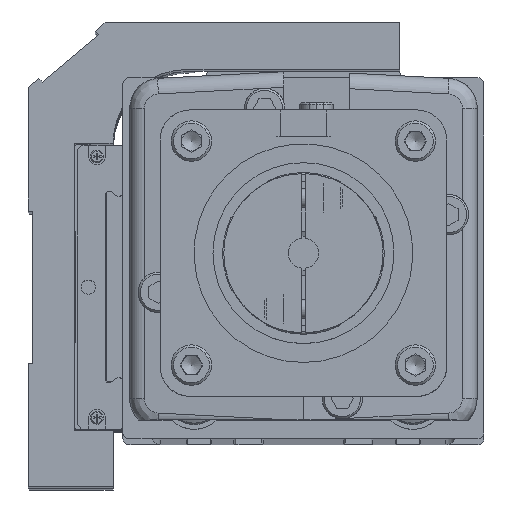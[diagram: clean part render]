
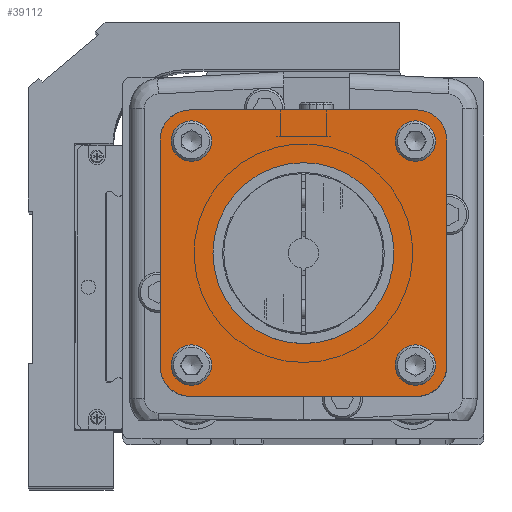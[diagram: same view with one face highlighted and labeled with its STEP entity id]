
A CAD part, top view. The second image highlights one B-rep face of the part: STEP entity #39112.
In plain terms, the highlighted planar face has unit normal (0, 0, 1).
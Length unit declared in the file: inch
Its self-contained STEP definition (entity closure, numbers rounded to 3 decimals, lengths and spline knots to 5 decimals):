
#33 = EDGE_LOOP ( 'NONE', ( #5998 ) ) ;
#238 = EDGE_CURVE ( 'NONE', #64842, #48720, #27085, .T. ) ;
#459 = EDGE_CURVE ( 'NONE', #43321, #43321, #2034, .T. ) ;
#1335 = AXIS2_PLACEMENT_3D ( 'NONE', #38492, #33200, #61416 ) ;
#2034 = CIRCLE ( 'NONE', #53612, 0.09845 ) ;
#2170 = DIRECTION ( 'NONE',  ( 0., 1., 0. ) ) ;
#3532 = VECTOR ( 'NONE', #60214, 39.37008 ) ;
#3654 = EDGE_CURVE ( 'NONE', #23983, #23983, #19774, .T. ) ;
#3988 = EDGE_CURVE ( 'NONE', #29985, #29985, #19825, .T. ) ;
#5998 = ORIENTED_EDGE ( 'NONE', *, *, #3988, .F. ) ;
#6170 = EDGE_CURVE ( 'NONE', #8216, #8216, #16500, .T. ) ;
#6257 = CARTESIAN_POINT ( 'NONE',  ( -1.1875, -0.9375, 2.6999 ) ) ;
#6715 = CARTESIAN_POINT ( 'NONE',  ( 0.92808, -1.02653, 2.6999 ) ) ;
#6723 = AXIS2_PLACEMENT_3D ( 'NONE', #17659, #36048, #69485 ) ;
#8161 = CARTESIAN_POINT ( 'NONE',  ( -0.92808, 0.92808, 2.6999 ) ) ;
#8216 = VERTEX_POINT ( 'NONE', #22609 ) ;
#9137 = CARTESIAN_POINT ( 'NONE',  ( -1.02653, -0.92808, 2.6999 ) ) ;
#10279 = VERTEX_POINT ( 'NONE', #20471 ) ;
#10863 = FACE_OUTER_BOUND ( 'NONE', #22107, .T. ) ;
#13436 = CARTESIAN_POINT ( 'NONE',  ( 1.1875, 0.9375, 2.6999 ) ) ;
#14084 = AXIS2_PLACEMENT_3D ( 'NONE', #61947, #33757, #56684 ) ;
#16500 = CIRCLE ( 'NONE', #16554, 0.09845 ) ;
#16554 = AXIS2_PLACEMENT_3D ( 'NONE', #8161, #36314, #2170 ) ;
#17659 = CARTESIAN_POINT ( 'NONE',  ( 0.9375, -0.9375, 2.6999 ) ) ;
#17790 = EDGE_CURVE ( 'NONE', #22086, #42327, #21683, .T. ) ;
#18317 = VECTOR ( 'NONE', #27781, 39.37008 ) ;
#19374 = CARTESIAN_POINT ( 'NONE',  ( -1.1875, 0.9375, 2.6999 ) ) ;
#19774 = CIRCLE ( 'NONE', #64159, 0.09845 ) ;
#19825 = CIRCLE ( 'NONE', #59472, 0.09845 ) ;
#19947 = ORIENTED_EDGE ( 'NONE', *, *, #29878, .T. ) ;
#20471 = CARTESIAN_POINT ( 'NONE',  ( -0.9375, -1.1875, 2.6999 ) ) ;
#20999 = FACE_BOUND ( 'NONE', #30598, .T. ) ;
#21488 = CARTESIAN_POINT ( 'NONE',  ( -0.9375, 1.1875, 2.6999 ) ) ;
#21683 = CIRCLE ( 'NONE', #1335, 0.25 ) ;
#21746 = FACE_BOUND ( 'NONE', #30833, .T. ) ;
#21878 = LINE ( 'NONE', #38427, #45306 ) ;
#22086 = VERTEX_POINT ( 'NONE', #21488 ) ;
#22107 = EDGE_LOOP ( 'NONE', ( #65109, #46536, #58720, #40091, #40017, #26519, #19947, #48928 ) ) ;
#22609 = CARTESIAN_POINT ( 'NONE',  ( -0.92808, 1.02653, 2.6999 ) ) ;
#22625 = DIRECTION ( 'NONE',  ( 1., 0., 0. ) ) ;
#22822 = EDGE_LOOP ( 'NONE', ( #69415 ) ) ;
#23442 = EDGE_CURVE ( 'NONE', #10279, #64842, #21878, .T. ) ;
#23983 = VERTEX_POINT ( 'NONE', #6715 ) ;
#26519 = ORIENTED_EDGE ( 'NONE', *, *, #34428, .T. ) ;
#26595 = CARTESIAN_POINT ( 'NONE',  ( 0.92808, -0.92808, 2.6999 ) ) ;
#27085 = CIRCLE ( 'NONE', #6723, 0.25 ) ;
#27319 = DIRECTION ( 'NONE',  ( 0., -1., 0. ) ) ;
#27781 = DIRECTION ( 'NONE',  ( -1., 0., 0. ) ) ;
#29878 = EDGE_CURVE ( 'NONE', #40795, #10279, #43662, .T. ) ;
#29985 = VERTEX_POINT ( 'NONE', #59674 ) ;
#30598 = EDGE_LOOP ( 'NONE', ( #56145 ) ) ;
#30617 = CARTESIAN_POINT ( 'NONE',  ( -0.9375, -0.9375, 2.6999 ) ) ;
#30833 = EDGE_LOOP ( 'NONE', ( #52540 ) ) ;
#30999 = DIRECTION ( 'NONE',  ( 0., -1., 0. ) ) ;
#31211 = DIRECTION ( 'NONE',  ( 0., 1., 0. ) ) ;
#31765 = DIRECTION ( 'NONE',  ( 0., 0., 1. ) ) ;
#33200 = DIRECTION ( 'NONE',  ( 0., 0., 1. ) ) ;
#33322 = VERTEX_POINT ( 'NONE', #13436 ) ;
#33757 = DIRECTION ( 'NONE',  ( 0., 0., -1. ) ) ;
#33778 = CARTESIAN_POINT ( 'NONE',  ( 0.9375, 1.1875, 2.6999 ) ) ;
#33886 = CARTESIAN_POINT ( 'NONE',  ( 0.92808, 0.92808, 2.6999 ) ) ;
#34124 = FACE_BOUND ( 'NONE', #33, .T. ) ;
#34428 = EDGE_CURVE ( 'NONE', #42327, #40795, #50029, .T. ) ;
#34900 = VECTOR ( 'NONE', #31211, 39.37008 ) ;
#34905 = AXIS2_PLACEMENT_3D ( 'NONE', #71483, #65855, #37310 ) ;
#36048 = DIRECTION ( 'NONE',  ( 0., 0., 1. ) ) ;
#36314 = DIRECTION ( 'NONE',  ( 0., 0., 1. ) ) ;
#37283 = CARTESIAN_POINT ( 'NONE',  ( -1.1875, 0.9375, 2.6999 ) ) ;
#37310 = DIRECTION ( 'NONE',  ( 0., -1., 0. ) ) ;
#38427 = CARTESIAN_POINT ( 'NONE',  ( -0.9375, -1.1875, 2.6999 ) ) ;
#38492 = CARTESIAN_POINT ( 'NONE',  ( -0.9375, 0.9375, 2.6999 ) ) ;
#38604 = DIRECTION ( 'NONE',  ( 0., 0., 1. ) ) ;
#39112 = ADVANCED_FACE ( 'NONE', ( #20999, #73564, #34124, #62322, #21746, #10863 ), #44674, .F. ) ;
#39378 = DIRECTION ( 'NONE',  ( -1., 0., 0. ) ) ;
#40017 = ORIENTED_EDGE ( 'NONE', *, *, #17790, .T. ) ;
#40091 = ORIENTED_EDGE ( 'NONE', *, *, #71577, .T. ) ;
#40795 = VERTEX_POINT ( 'NONE', #6257 ) ;
#42327 = VERTEX_POINT ( 'NONE', #19374 ) ;
#42719 = EDGE_CURVE ( 'NONE', #53194, #53194, #64897, .T. ) ;
#43321 = VERTEX_POINT ( 'NONE', #9137 ) ;
#43662 = CIRCLE ( 'NONE', #59271, 0.25 ) ;
#44242 = EDGE_CURVE ( 'NONE', #48720, #33322, #49270, .T. ) ;
#44674 = PLANE ( 'NONE',  #14084 ) ;
#44803 = DIRECTION ( 'NONE',  ( 1., 0., 0. ) ) ;
#45306 = VECTOR ( 'NONE', #44803, 39.37008 ) ;
#46536 = ORIENTED_EDGE ( 'NONE', *, *, #44242, .T. ) ;
#48158 = DIRECTION ( 'NONE',  ( 0., 0., 1. ) ) ;
#48311 = CARTESIAN_POINT ( 'NONE',  ( 0., -0.75, 2.6999 ) ) ;
#48521 = CIRCLE ( 'NONE', #70082, 0.25 ) ;
#48720 = VERTEX_POINT ( 'NONE', #56208 ) ;
#48928 = ORIENTED_EDGE ( 'NONE', *, *, #23442, .T. ) ;
#49270 = LINE ( 'NONE', #59413, #34900 ) ;
#49612 = VERTEX_POINT ( 'NONE', #53000 ) ;
#50029 = LINE ( 'NONE', #37283, #3532 ) ;
#52540 = ORIENTED_EDGE ( 'NONE', *, *, #42719, .F. ) ;
#53000 = CARTESIAN_POINT ( 'NONE',  ( 0.9375, 1.1875, 2.6999 ) ) ;
#53194 = VERTEX_POINT ( 'NONE', #48311 ) ;
#53612 = AXIS2_PLACEMENT_3D ( 'NONE', #67551, #61202, #39378 ) ;
#54776 = EDGE_LOOP ( 'NONE', ( #61570 ) ) ;
#56145 = ORIENTED_EDGE ( 'NONE', *, *, #459, .F. ) ;
#56208 = CARTESIAN_POINT ( 'NONE',  ( 1.1875, -0.9375, 2.6999 ) ) ;
#56684 = DIRECTION ( 'NONE',  ( 0., 1., 0. ) ) ;
#56710 = LINE ( 'NONE', #33778, #18317 ) ;
#58720 = ORIENTED_EDGE ( 'NONE', *, *, #67618, .T. ) ;
#59271 = AXIS2_PLACEMENT_3D ( 'NONE', #30617, #64825, #30999 ) ;
#59413 = CARTESIAN_POINT ( 'NONE',  ( 1.1875, -0.9375, 2.6999 ) ) ;
#59472 = AXIS2_PLACEMENT_3D ( 'NONE', #33886, #31765, #22625 ) ;
#59674 = CARTESIAN_POINT ( 'NONE',  ( 1.02653, 0.92808, 2.6999 ) ) ;
#59801 = CARTESIAN_POINT ( 'NONE',  ( 0.9375, 0.9375, 2.6999 ) ) ;
#60214 = DIRECTION ( 'NONE',  ( 0., -1., 0. ) ) ;
#61202 = DIRECTION ( 'NONE',  ( 0., 0., 1. ) ) ;
#61416 = DIRECTION ( 'NONE',  ( 0., -1., 0. ) ) ;
#61570 = ORIENTED_EDGE ( 'NONE', *, *, #6170, .F. ) ;
#61947 = CARTESIAN_POINT ( 'NONE',  ( -1.875, -1.97326, 2.6999 ) ) ;
#62322 = FACE_BOUND ( 'NONE', #22822, .T. ) ;
#62708 = CARTESIAN_POINT ( 'NONE',  ( 0.9375, -1.1875, 2.6999 ) ) ;
#64159 = AXIS2_PLACEMENT_3D ( 'NONE', #26595, #38604, #27319 ) ;
#64825 = DIRECTION ( 'NONE',  ( 0., 0., 1. ) ) ;
#64842 = VERTEX_POINT ( 'NONE', #62708 ) ;
#64897 = CIRCLE ( 'NONE', #34905, 0.75 ) ;
#65109 = ORIENTED_EDGE ( 'NONE', *, *, #238, .T. ) ;
#65855 = DIRECTION ( 'NONE',  ( 0., 0., 1. ) ) ;
#67551 = CARTESIAN_POINT ( 'NONE',  ( -0.92808, -0.92808, 2.6999 ) ) ;
#67618 = EDGE_CURVE ( 'NONE', #33322, #49612, #48521, .T. ) ;
#69415 = ORIENTED_EDGE ( 'NONE', *, *, #3654, .F. ) ;
#69485 = DIRECTION ( 'NONE',  ( 0., 1., 0. ) ) ;
#69928 = DIRECTION ( 'NONE',  ( 0., -1., 0. ) ) ;
#70082 = AXIS2_PLACEMENT_3D ( 'NONE', #59801, #48158, #69928 ) ;
#71483 = CARTESIAN_POINT ( 'NONE',  ( 0., 0., 2.6999 ) ) ;
#71577 = EDGE_CURVE ( 'NONE', #49612, #22086, #56710, .T. ) ;
#73564 = FACE_BOUND ( 'NONE', #54776, .T. ) ;
